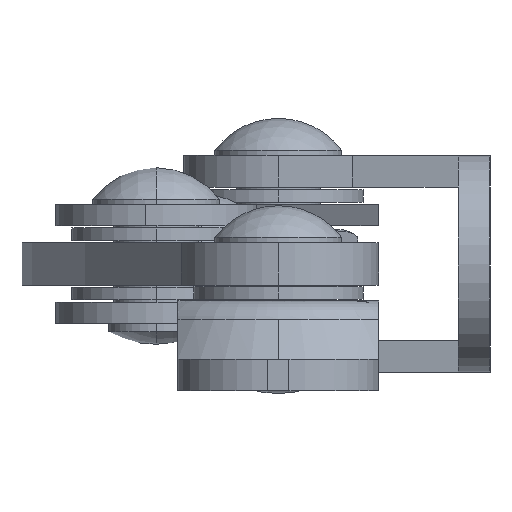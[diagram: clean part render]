
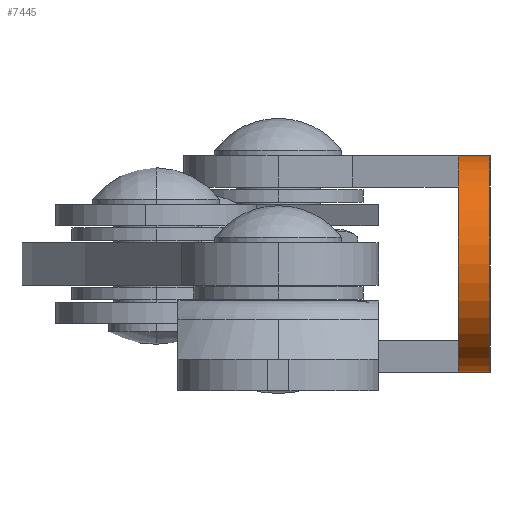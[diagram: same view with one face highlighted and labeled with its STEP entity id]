
A CAD part, left-side view. The second image highlights one B-rep face of the part: STEP entity #7445.
In plain terms, the highlighted cylindrical face has radius 10.25 mm (diameter 20.5 mm), a partial arc.
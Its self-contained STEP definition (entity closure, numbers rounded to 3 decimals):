
#136 = VECTOR ( 'NONE', #8864, 1000. ) ;
#259 = EDGE_CURVE ( 'NONE', #5404, #890, #385, .T. ) ;
#385 = LINE ( 'NONE', #1879, #136 ) ;
#632 = EDGE_CURVE ( 'NONE', #7283, #2055, #1822, .T. ) ;
#692 = CIRCLE ( 'NONE', #6183, 10.25 ) ;
#710 = FACE_OUTER_BOUND ( 'NONE', #1159, .T. ) ;
#890 = VERTEX_POINT ( 'NONE', #2227 ) ;
#891 = CARTESIAN_POINT ( 'NONE',  ( -25.75, 3., -10.25 ) ) ;
#931 = DIRECTION ( 'NONE',  ( 0., 1., 0. ) ) ;
#1159 = EDGE_LOOP ( 'NONE', ( #5741, #1287, #8311, #3263 ) ) ;
#1287 = ORIENTED_EDGE ( 'NONE', *, *, #259, .F. ) ;
#1822 = LINE ( 'NONE', #8081, #5825 ) ;
#1879 = CARTESIAN_POINT ( 'NONE',  ( -25.75, 3., 10.25 ) ) ;
#2016 = CARTESIAN_POINT ( 'NONE',  ( -25.75, 3., 0. ) ) ;
#2055 = VERTEX_POINT ( 'NONE', #2403 ) ;
#2227 = CARTESIAN_POINT ( 'NONE',  ( -25.75, 0., 10.25 ) ) ;
#2403 = CARTESIAN_POINT ( 'NONE',  ( -25.75, 0., -10.25 ) ) ;
#2829 = CARTESIAN_POINT ( 'NONE',  ( -25.75, 0., 0. ) ) ;
#3263 = ORIENTED_EDGE ( 'NONE', *, *, #632, .T. ) ;
#3438 = EDGE_CURVE ( 'NONE', #7283, #5404, #7586, .T. ) ;
#3729 = AXIS2_PLACEMENT_3D ( 'NONE', #2016, #4984, #7602 ) ;
#3730 = CARTESIAN_POINT ( 'NONE',  ( -25.75, 3., 10.25 ) ) ;
#4984 = DIRECTION ( 'NONE',  ( 0., 1., 0. ) ) ;
#5404 = VERTEX_POINT ( 'NONE', #3730 ) ;
#5507 = DIRECTION ( 'NONE',  ( 0., 0., -1. ) ) ;
#5729 = DIRECTION ( 'NONE',  ( 0., -1., 0. ) ) ;
#5741 = ORIENTED_EDGE ( 'NONE', *, *, #5807, .T. ) ;
#5807 = EDGE_CURVE ( 'NONE', #2055, #890, #692, .T. ) ;
#5825 = VECTOR ( 'NONE', #6914, 1000. ) ;
#6163 = CARTESIAN_POINT ( 'NONE',  ( -25.75, 3., 0. ) ) ;
#6183 = AXIS2_PLACEMENT_3D ( 'NONE', #2829, #931, #7530 ) ;
#6838 = AXIS2_PLACEMENT_3D ( 'NONE', #6163, #5729, #5507 ) ;
#6914 = DIRECTION ( 'NONE',  ( 0., -1., 0. ) ) ;
#7283 = VERTEX_POINT ( 'NONE', #891 ) ;
#7445 = ADVANCED_FACE ( 'NONE', ( #710 ), #8721, .T. ) ;
#7530 = DIRECTION ( 'NONE',  ( 0., 0., -1. ) ) ;
#7586 = CIRCLE ( 'NONE', #3729, 10.25 ) ;
#7602 = DIRECTION ( 'NONE',  ( 0., 0., -1. ) ) ;
#8081 = CARTESIAN_POINT ( 'NONE',  ( -25.75, 3., -10.25 ) ) ;
#8311 = ORIENTED_EDGE ( 'NONE', *, *, #3438, .F. ) ;
#8721 = CYLINDRICAL_SURFACE ( 'NONE', #6838, 10.25 ) ;
#8864 = DIRECTION ( 'NONE',  ( 0., -1., 0. ) ) ;
